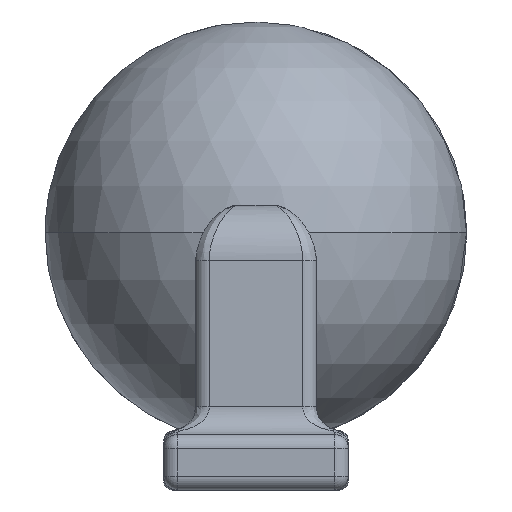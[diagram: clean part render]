
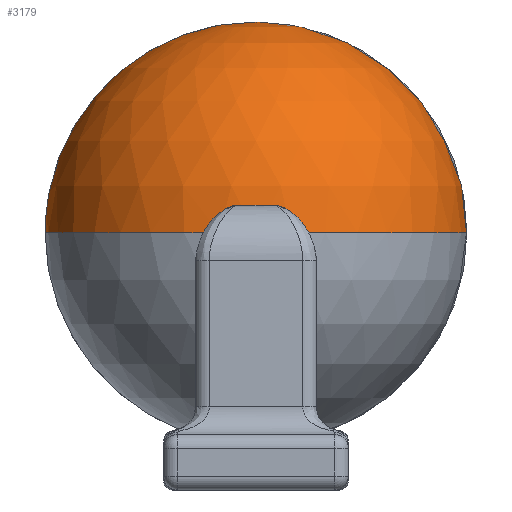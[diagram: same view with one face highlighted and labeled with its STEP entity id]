
A CAD part, front view. The second image highlights one B-rep face of the part: STEP entity #3179.
In plain terms, the highlighted spherical face has radius 1.14 mm.
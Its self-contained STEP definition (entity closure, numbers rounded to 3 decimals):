
#122 = CARTESIAN_POINT ( 'NONE',  ( 0., 1.14, 0. ) ) ;
#312 = CARTESIAN_POINT ( 'NONE',  ( 0.51, 2.16, 0. ) ) ;
#415 = DIRECTION ( 'NONE',  ( 0., 0., -1. ) ) ;
#674 = CARTESIAN_POINT ( 'NONE',  ( 0., 2.16, 0. ) ) ;
#812 = ORIENTED_EDGE ( 'NONE', *, *, #6592, .T. ) ;
#1137 = CARTESIAN_POINT ( 'NONE',  ( 0., 2.16, 0. ) ) ;
#1352 = DIRECTION ( 'NONE',  ( 0., 0., 1. ) ) ;
#1600 = EDGE_CURVE ( 'NONE', #2446, #8005, #3906, .T. ) ;
#1663 = DIRECTION ( 'NONE',  ( 0., 0., -1. ) ) ;
#2113 = AXIS2_PLACEMENT_3D ( 'NONE', #4556, #2768, #5191 ) ;
#2202 = CARTESIAN_POINT ( 'NONE',  ( 0., 1.14, 0. ) ) ;
#2215 = VERTEX_POINT ( 'NONE', #6779 ) ;
#2317 = DIRECTION ( 'NONE',  ( -1., 0., 0. ) ) ;
#2446 = VERTEX_POINT ( 'NONE', #3191 ) ;
#2512 = ORIENTED_EDGE ( 'NONE', *, *, #1600, .T. ) ;
#2768 = DIRECTION ( 'NONE',  ( 0., 0., -1. ) ) ;
#3127 = CIRCLE ( 'NONE', #2113, 1.14 ) ;
#3179 = ADVANCED_FACE ( 'NONE', ( #3884 ), #7156, .T. ) ;
#3191 = CARTESIAN_POINT ( 'NONE',  ( 0., 2.16, 0.51 ) ) ;
#3472 = AXIS2_PLACEMENT_3D ( 'NONE', #1137, #7904, #415 ) ;
#3540 = CIRCLE ( 'NONE', #3670, 1.14 ) ;
#3670 = AXIS2_PLACEMENT_3D ( 'NONE', #122, #1352, #6850 ) ;
#3884 = FACE_OUTER_BOUND ( 'NONE', #5554, .T. ) ;
#3906 = CIRCLE ( 'NONE', #5325, 0.51 ) ;
#3930 = EDGE_CURVE ( 'NONE', #6065, #2446, #4894, .T. ) ;
#4321 = DIRECTION ( 'NONE',  ( 0., 0., -1. ) ) ;
#4556 = CARTESIAN_POINT ( 'NONE',  ( 0., 1.14, 0. ) ) ;
#4894 = CIRCLE ( 'NONE', #3472, 0.51 ) ;
#5031 = DIRECTION ( 'NONE',  ( 0., -1., 0. ) ) ;
#5191 = DIRECTION ( 'NONE',  ( -1., 0., 0. ) ) ;
#5325 = AXIS2_PLACEMENT_3D ( 'NONE', #674, #5031, #4321 ) ;
#5554 = EDGE_LOOP ( 'NONE', ( #7817, #6057, #2512, #812 ) ) ;
#6057 = ORIENTED_EDGE ( 'NONE', *, *, #3930, .T. ) ;
#6065 = VERTEX_POINT ( 'NONE', #312 ) ;
#6240 = EDGE_CURVE ( 'NONE', #6065, #2215, #3127, .T. ) ;
#6526 = AXIS2_PLACEMENT_3D ( 'NONE', #2202, #1663, #2317 ) ;
#6592 = EDGE_CURVE ( 'NONE', #8005, #2215, #3540, .T. ) ;
#6779 = CARTESIAN_POINT ( 'NONE',  ( 0., 0., 0. ) ) ;
#6809 = CARTESIAN_POINT ( 'NONE',  ( -0.51, 2.16, 0. ) ) ;
#6850 = DIRECTION ( 'NONE',  ( 1., 0., 0. ) ) ;
#7156 = SPHERICAL_SURFACE ( 'NONE', #6526, 1.14 ) ;
#7817 = ORIENTED_EDGE ( 'NONE', *, *, #6240, .F. ) ;
#7904 = DIRECTION ( 'NONE',  ( 0., -1., 0. ) ) ;
#8005 = VERTEX_POINT ( 'NONE', #6809 ) ;
